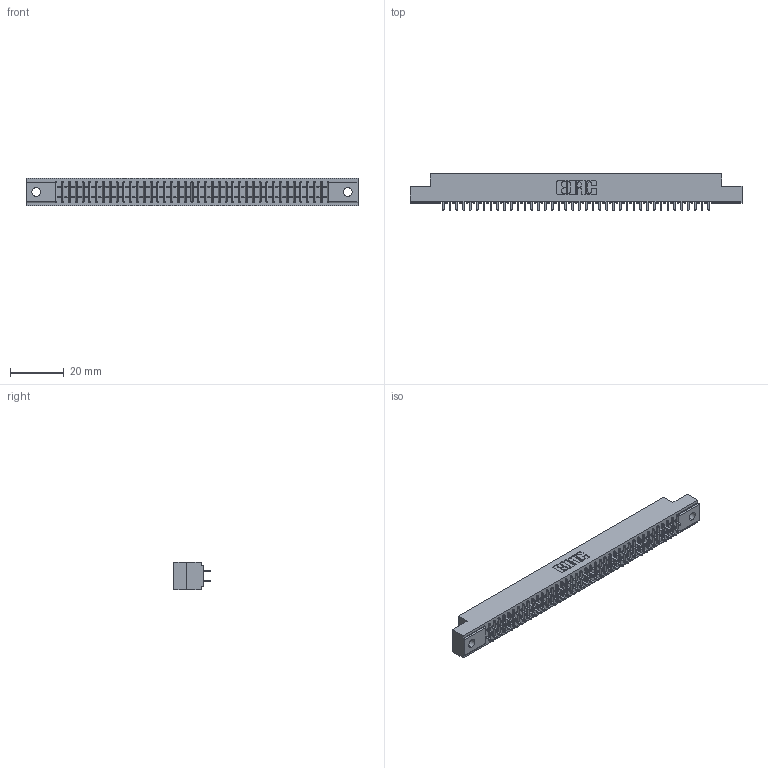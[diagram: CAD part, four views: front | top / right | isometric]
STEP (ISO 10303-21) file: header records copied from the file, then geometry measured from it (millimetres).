
FILE_DESCRIPTION (( 'STEP AP203' ), '1' );
FILE_NAME ('341-080-524-202.STEP', '2018-08-07T21:45:15', ( '' ), ( '' ), 'SwSTEP 2.0', 'SolidWorks 2016', '' );
FILE_SCHEMA (( 'CONFIG_CONTROL_DESIGN' ));
Length unit declared in the file: inch
Products named in the file (3): 341 Part_.128 (3.25) Dia Mounting Holes; 341-292-001_341-292-124; 341-080-524-202
Assembly tree (81 placements, depth 2):
  341-080-524-202
    341 Part_.128 (3.25) Dia Mounting Holes
    341-292-001_341-292-124  x80
Bounding box: 123.83 x 13.64 x 10.16 mm (x, y, z)
Volume: 9094.4 mm3; surface area: 15675.5 mm2
Topology: 81 solids, 81 shells, 5396 faces, 15636 edges, 10126 vertices
Faces by surface type: plane 3268, cylinder 1968, sphere 82, torus 78
Entity records: 48677 total; most frequent: CARTESIAN_POINT 8092, ORIENTED_EDGE 8040, DIRECTION 7854, EDGE_CURVE 4020, LINE 3246, VECTOR 3246, VERTEX_POINT 2542, AXIS2_PLACEMENT_3D 2304
